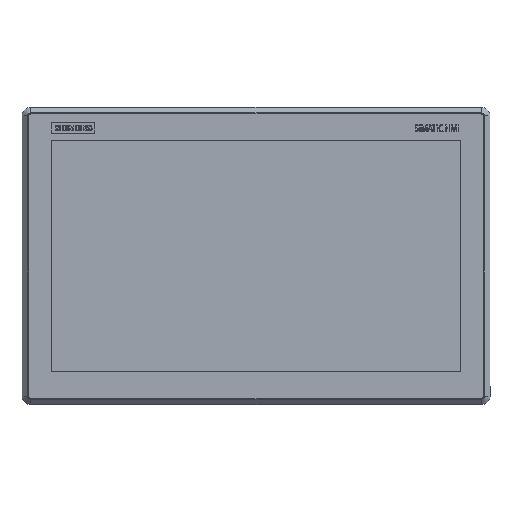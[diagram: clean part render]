
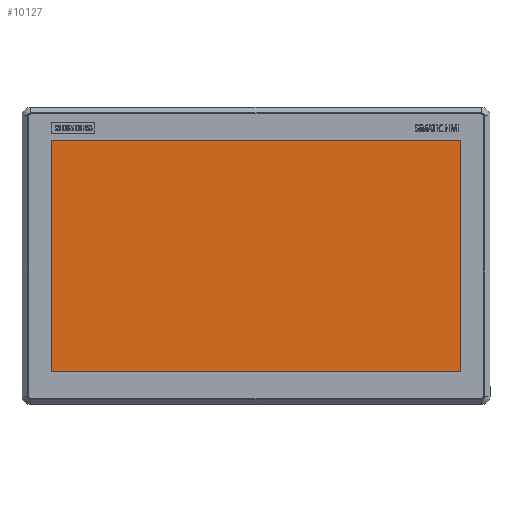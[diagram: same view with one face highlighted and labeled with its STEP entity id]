
A CAD part, top view. The second image highlights one B-rep face of the part: STEP entity #10127.
In plain terms, the highlighted face is planar.
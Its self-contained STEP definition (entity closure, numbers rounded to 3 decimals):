
#8763=PLANE('',#35039);
#10127=ADVANCED_FACE('',(#11844),#8763,.T.);
#11844=FACE_OUTER_BOUND('',#13476,.T.);
#13476=EDGE_LOOP('',(#17389,#17390,#17391,#17392));
#17389=ORIENTED_EDGE('',*,*,#26634,.F.);
#17390=ORIENTED_EDGE('',*,*,#26637,.F.);
#17391=ORIENTED_EDGE('',*,*,#26639,.F.);
#17392=ORIENTED_EDGE('',*,*,#26640,.F.);
#23683=VERTEX_POINT('',#44661);
#23684=VERTEX_POINT('',#44663);
#23685=VERTEX_POINT('',#44667);
#23686=VERTEX_POINT('',#44671);
#26634=EDGE_CURVE('',#23683,#23684,#30051,.T.);
#26637=EDGE_CURVE('',#23685,#23683,#30054,.T.);
#26639=EDGE_CURVE('',#23686,#23685,#30056,.T.);
#26640=EDGE_CURVE('',#23684,#23686,#30057,.T.);
#30051=LINE('',#44662,#31799);
#30054=LINE('',#44668,#31802);
#30056=LINE('',#44672,#31804);
#30057=LINE('',#44674,#31805);
#31799=VECTOR('',#38365,1.);
#31802=VECTOR('',#38370,1.);
#31804=VECTOR('',#38374,1.);
#31805=VECTOR('',#38377,1.);
#35039=AXIS2_PLACEMENT_3D('',#44676,#38380,#38381);
#38365=DIRECTION('',(0.,0.,1.));
#38370=DIRECTION('',(-1.,0.,0.));
#38374=DIRECTION('',(0.,0.,-1.));
#38377=DIRECTION('',(1.,0.,0.));
#38380=DIRECTION('',(0.,-1.,0.));
#38381=DIRECTION('',(0.,0.,-1.));
#44661=CARTESIAN_POINT('',(-238.5,-39.182,-114.75));
#44662=CARTESIAN_POINT('',(-238.5,-39.182,154.25));
#44663=CARTESIAN_POINT('',(-238.5,-39.182,154.25));
#44667=CARTESIAN_POINT('',(238.5,-39.182,-114.75));
#44668=CARTESIAN_POINT('',(-238.5,-39.182,-114.75));
#44671=CARTESIAN_POINT('',(238.5,-39.182,154.25));
#44672=CARTESIAN_POINT('',(238.5,-39.182,-114.75));
#44674=CARTESIAN_POINT('',(238.5,-39.182,154.25));
#44676=CARTESIAN_POINT('',(0.,-39.182,0.));
